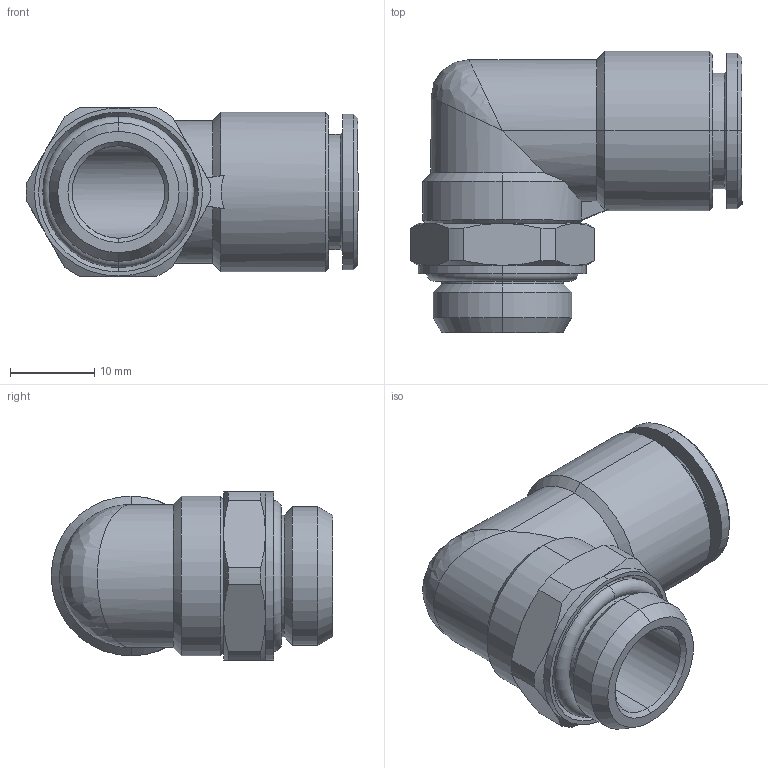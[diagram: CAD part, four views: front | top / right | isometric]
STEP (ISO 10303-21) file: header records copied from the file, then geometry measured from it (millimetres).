
FILE_DESCRIPTION (( 'STEP AP203' ), '1' );
FILE_NAME ('B0080063.STEP', '2011-03-23T13:33:53', ( '' ), ( 'sopra-pneumatic' ), 'SwSTEP 2.0', 'SolidWorks 2009', '' );
FILE_SCHEMA (( 'CONFIG_CONTROL_DESIGN' ));
Length unit declared in the file: millimetre
Products named in the file (1): B0080063
Bounding box: 39.49 x 33.5 x 20 mm (x, y, z)
Volume: 7890.8 mm3; surface area: 6045.9 mm2
Topology: 2 solids, 4 shells, 108 faces, 237 edges, 140 vertices
Faces by surface type: cylinder 39, cone 39, plane 25, torus 4, bspline 1
Entity records: 3826 total; most frequent: CARTESIAN_POINT 1411, DIRECTION 514, ORIENTED_EDGE 470, EDGE_CURVE 235, AXIS2_PLACEMENT_3D 216, VERTEX_POINT 140, EDGE_LOOP 117, ADVANCED_FACE 108
